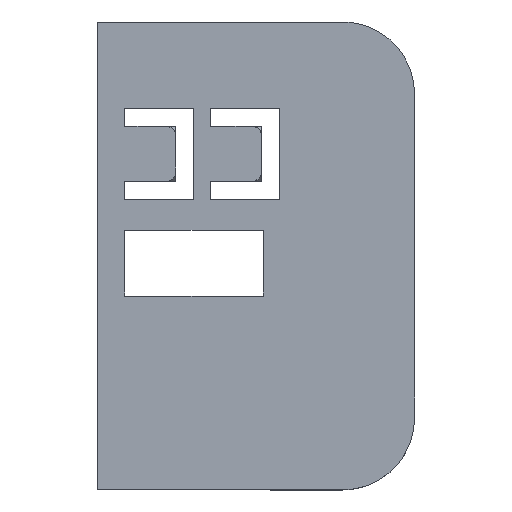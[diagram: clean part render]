
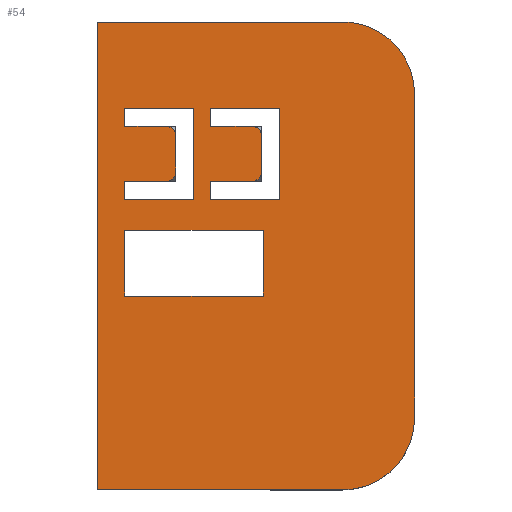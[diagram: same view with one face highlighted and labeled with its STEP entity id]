
A CAD part, top view. The second image highlights one B-rep face of the part: STEP entity #54.
In plain terms, the highlighted planar face has unit normal (0, 0, 1).
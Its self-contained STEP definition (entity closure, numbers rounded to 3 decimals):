
#26=FACE_BOUND('',#258,.F.);
#27=FACE_BOUND('',#259,.F.);
#28=FACE_BOUND('',#260,.F.);
#54=ADVANCED_FACE('',(#26,#27,#28,#156),#928,.T.);
#156=FACE_OUTER_BOUND('',#261,.F.);
#258=EDGE_LOOP('',(#403,#404,#405,#406,#407,#408,#409,#410,#411,#412));
#259=EDGE_LOOP('',(#413,#414,#415,#416,#417,#418,#419,#420,#421,#422));
#260=EDGE_LOOP('',(#423,#424,#425,#426));
#261=EDGE_LOOP('',(#427,#428,#429,#430,#431,#432));
#403=ORIENTED_EDGE('',*,*,#1233,.F.);
#404=ORIENTED_EDGE('',*,*,#1181,.F.);
#405=ORIENTED_EDGE('',*,*,#1183,.F.);
#406=ORIENTED_EDGE('',*,*,#1221,.F.);
#407=ORIENTED_EDGE('',*,*,#1220,.F.);
#408=ORIENTED_EDGE('',*,*,#1218,.F.);
#409=ORIENTED_EDGE('',*,*,#1216,.F.);
#410=ORIENTED_EDGE('',*,*,#1214,.F.);
#411=ORIENTED_EDGE('',*,*,#1153,.F.);
#412=ORIENTED_EDGE('',*,*,#1152,.F.);
#413=ORIENTED_EDGE('',*,*,#1231,.F.);
#414=ORIENTED_EDGE('',*,*,#1195,.F.);
#415=ORIENTED_EDGE('',*,*,#1197,.F.);
#416=ORIENTED_EDGE('',*,*,#1320,.F.);
#417=ORIENTED_EDGE('',*,*,#1228,.F.);
#418=ORIENTED_EDGE('',*,*,#1226,.F.);
#419=ORIENTED_EDGE('',*,*,#1224,.F.);
#420=ORIENTED_EDGE('',*,*,#1321,.F.);
#421=ORIENTED_EDGE('',*,*,#1187,.F.);
#422=ORIENTED_EDGE('',*,*,#1186,.F.);
#423=ORIENTED_EDGE('',*,*,#1240,.F.);
#424=ORIENTED_EDGE('',*,*,#1239,.F.);
#425=ORIENTED_EDGE('',*,*,#1319,.F.);
#426=ORIENTED_EDGE('',*,*,#1236,.F.);
#427=ORIENTED_EDGE('',*,*,#1324,.T.);
#428=ORIENTED_EDGE('',*,*,#1333,.F.);
#429=ORIENTED_EDGE('',*,*,#1335,.F.);
#430=ORIENTED_EDGE('',*,*,#1337,.F.);
#431=ORIENTED_EDGE('',*,*,#1339,.F.);
#432=ORIENTED_EDGE('',*,*,#1340,.T.);
#928=PLANE('',#2092);
#1035=CIRCLE('',#2056,0.5);
#1038=CIRCLE('',#2059,0.5);
#1039=CIRCLE('',#2060,0.5);
#1040=CIRCLE('',#2061,0.5);
#1059=CIRCLE('',#2080,3.94);
#1060=CIRCLE('',#2081,3.94);
#1152=EDGE_CURVE('',#1954,#1955,#1035,.T.);
#1153=EDGE_CURVE('',#1955,#1953,#1425,.T.);
#1181=EDGE_CURVE('',#1930,#1931,#1038,.T.);
#1183=EDGE_CURVE('',#1929,#1930,#1452,.T.);
#1186=EDGE_CURVE('',#1927,#1928,#1039,.T.);
#1187=EDGE_CURVE('',#1928,#1926,#1455,.T.);
#1195=EDGE_CURVE('',#1922,#1923,#1040,.T.);
#1197=EDGE_CURVE('',#1921,#1922,#1464,.T.);
#1214=EDGE_CURVE('',#1953,#1912,#1481,.T.);
#1216=EDGE_CURVE('',#1912,#1911,#1483,.T.);
#1218=EDGE_CURVE('',#1911,#1910,#1485,.T.);
#1220=EDGE_CURVE('',#1910,#1909,#1487,.T.);
#1221=EDGE_CURVE('',#1909,#1929,#1488,.T.);
#1224=EDGE_CURVE('',#1907,#1908,#1491,.T.);
#1226=EDGE_CURVE('',#1908,#1906,#1493,.T.);
#1228=EDGE_CURVE('',#1906,#1905,#1495,.T.);
#1231=EDGE_CURVE('',#1923,#1927,#1498,.T.);
#1233=EDGE_CURVE('',#1931,#1954,#1500,.T.);
#1236=EDGE_CURVE('',#1903,#1904,#1503,.T.);
#1239=EDGE_CURVE('',#1901,#1902,#1506,.T.);
#1240=EDGE_CURVE('',#1902,#1903,#1507,.T.);
#1319=EDGE_CURVE('',#1904,#1901,#1569,.T.);
#1320=EDGE_CURVE('',#1905,#1921,#1570,.T.);
#1321=EDGE_CURVE('',#1926,#1907,#1571,.T.);
#1324=EDGE_CURVE('',#1854,#1853,#1574,.T.);
#1333=EDGE_CURVE('',#1849,#1853,#1582,.T.);
#1335=EDGE_CURVE('',#1848,#1849,#1059,.T.);
#1337=EDGE_CURVE('',#1847,#1848,#1585,.T.);
#1339=EDGE_CURVE('',#1846,#1847,#1060,.T.);
#1340=EDGE_CURVE('',#1846,#1854,#1587,.T.);
#1425=LINE('',#3040,#1670);
#1452=LINE('',#3070,#1697);
#1455=LINE('',#3074,#1700);
#1464=LINE('',#3084,#1709);
#1481=LINE('',#3101,#1726);
#1483=LINE('',#3103,#1728);
#1485=LINE('',#3105,#1730);
#1487=LINE('',#3107,#1732);
#1488=LINE('',#3108,#1733);
#1491=LINE('',#3111,#1736);
#1493=LINE('',#3113,#1738);
#1495=LINE('',#3115,#1740);
#1498=LINE('',#3118,#1743);
#1500=LINE('',#3120,#1745);
#1503=LINE('',#3123,#1748);
#1506=LINE('',#3126,#1751);
#1507=LINE('',#3127,#1752);
#1569=LINE('',#3206,#1814);
#1570=LINE('',#3207,#1815);
#1571=LINE('',#3208,#1816);
#1574=LINE('',#3211,#1819);
#1582=LINE('',#3220,#1827);
#1585=LINE('',#3224,#1830);
#1587=LINE('',#3227,#1832);
#1670=VECTOR('',#2275,2.297);
#1697=VECTOR('',#2308,2.297);
#1700=VECTOR('',#2313,2.297);
#1709=VECTOR('',#2324,2.297);
#1726=VECTOR('',#2341,1.);
#1728=VECTOR('',#2343,3.797);
#1730=VECTOR('',#2345,5.);
#1732=VECTOR('',#2347,3.797);
#1733=VECTOR('',#2348,1.);
#1736=VECTOR('',#2351,3.797);
#1738=VECTOR('',#2353,5.);
#1740=VECTOR('',#2355,3.797);
#1743=VECTOR('',#2358,2.);
#1745=VECTOR('',#2360,2.);
#1748=VECTOR('',#2363,7.6);
#1751=VECTOR('',#2366,7.6);
#1752=VECTOR('',#2367,3.6);
#1814=VECTOR('',#2463,3.6);
#1815=VECTOR('',#2464,1.);
#1816=VECTOR('',#2465,1.);
#1819=VECTOR('',#2468,25.66);
#1827=VECTOR('',#2478,13.46);
#1830=VECTOR('',#2483,17.78);
#1832=VECTOR('',#2487,13.46);
#1846=VERTEX_POINT('',#2715);
#1847=VERTEX_POINT('',#2716);
#1848=VERTEX_POINT('',#2717);
#1849=VERTEX_POINT('',#2718);
#1853=VERTEX_POINT('',#2722);
#1854=VERTEX_POINT('',#2723);
#1901=VERTEX_POINT('',#2770);
#1902=VERTEX_POINT('',#2771);
#1903=VERTEX_POINT('',#2772);
#1904=VERTEX_POINT('',#2773);
#1905=VERTEX_POINT('',#2774);
#1906=VERTEX_POINT('',#2775);
#1907=VERTEX_POINT('',#2776);
#1908=VERTEX_POINT('',#2777);
#1909=VERTEX_POINT('',#2778);
#1910=VERTEX_POINT('',#2779);
#1911=VERTEX_POINT('',#2780);
#1912=VERTEX_POINT('',#2781);
#1921=VERTEX_POINT('',#2790);
#1922=VERTEX_POINT('',#2791);
#1923=VERTEX_POINT('',#2792);
#1926=VERTEX_POINT('',#2795);
#1927=VERTEX_POINT('',#2796);
#1928=VERTEX_POINT('',#2797);
#1929=VERTEX_POINT('',#2798);
#1930=VERTEX_POINT('',#2799);
#1931=VERTEX_POINT('',#2800);
#1953=VERTEX_POINT('',#2822);
#1954=VERTEX_POINT('',#2823);
#1955=VERTEX_POINT('',#2824);
#2056=AXIS2_PLACEMENT_3D('',#3039,#2273,#2274);
#2059=AXIS2_PLACEMENT_3D('',#3068,#2305,#2306);
#2060=AXIS2_PLACEMENT_3D('',#3073,#2311,#2312);
#2061=AXIS2_PLACEMENT_3D('',#3082,#2321,#2322);
#2080=AXIS2_PLACEMENT_3D('',#3222,#2480,#2481);
#2081=AXIS2_PLACEMENT_3D('',#3226,#2485,#2486);
#2092=AXIS2_PLACEMENT_3D('',#3247,#2517,#2518);
#2273=DIRECTION('',(0.,0.,1.));
#2274=DIRECTION('',(1.,0.,0.));
#2275=DIRECTION('',(-1.,0.,0.));
#2305=DIRECTION('',(0.,0.,1.));
#2306=DIRECTION('',(0.,-1.,0.));
#2308=DIRECTION('',(1.,0.,0.));
#2311=DIRECTION('',(0.,0.,1.));
#2312=DIRECTION('',(1.,0.,0.));
#2313=DIRECTION('',(-1.,0.,0.));
#2321=DIRECTION('',(0.,0.,1.));
#2322=DIRECTION('',(0.,-1.,0.));
#2324=DIRECTION('',(1.,0.,0.));
#2341=DIRECTION('',(0.,1.,0.));
#2343=DIRECTION('',(1.,0.,0.));
#2345=DIRECTION('',(0.,-1.,0.));
#2347=DIRECTION('',(-1.,0.,0.));
#2348=DIRECTION('',(0.,1.,0.));
#2351=DIRECTION('',(1.,0.,0.));
#2353=DIRECTION('',(0.,-1.,0.));
#2355=DIRECTION('',(-1.,0.,0.));
#2358=DIRECTION('',(0.,1.,0.));
#2360=DIRECTION('',(0.,1.,0.));
#2363=DIRECTION('',(-1.,0.,0.));
#2366=DIRECTION('',(1.,0.,0.));
#2367=DIRECTION('',(0.,-1.,0.));
#2463=DIRECTION('',(0.,1.,0.));
#2464=DIRECTION('',(0.,1.,0.));
#2465=DIRECTION('',(0.,1.,0.));
#2468=DIRECTION('',(0.,1.,0.));
#2478=DIRECTION('',(-1.,0.,0.));
#2480=DIRECTION('',(0.,0.,1.));
#2481=DIRECTION('',(1.,0.,0.));
#2483=DIRECTION('',(0.,1.,0.));
#2485=DIRECTION('',(0.,0.,1.));
#2486=DIRECTION('',(0.,-1.,0.));
#2487=DIRECTION('',(-1.,0.,0.));
#2517=DIRECTION('',(0.,0.,1.));
#2518=DIRECTION('',(1.,0.,0.));
#2715=CARTESIAN_POINT('',(22.86,-12.83,6.7));
#2716=CARTESIAN_POINT('',(26.8,-8.89,6.7));
#2717=CARTESIAN_POINT('',(26.8,8.89,6.7));
#2718=CARTESIAN_POINT('',(22.86,12.83,6.7));
#2722=CARTESIAN_POINT('',(9.4,12.83,6.7));
#2723=CARTESIAN_POINT('',(9.4,-12.83,6.7));
#2770=CARTESIAN_POINT('',(10.9,1.4,6.7));
#2771=CARTESIAN_POINT('',(18.5,1.4,6.7));
#2772=CARTESIAN_POINT('',(18.5,-2.2,6.7));
#2773=CARTESIAN_POINT('',(10.9,-2.2,6.7));
#2774=CARTESIAN_POINT('',(10.9,3.1,6.7));
#2775=CARTESIAN_POINT('',(14.697,3.1,6.7));
#2776=CARTESIAN_POINT('',(10.9,8.1,6.7));
#2777=CARTESIAN_POINT('',(14.697,8.1,6.7));
#2778=CARTESIAN_POINT('',(15.603,3.1,6.7));
#2779=CARTESIAN_POINT('',(19.4,3.1,6.7));
#2780=CARTESIAN_POINT('',(19.4,8.1,6.7));
#2781=CARTESIAN_POINT('',(15.603,8.1,6.7));
#2790=CARTESIAN_POINT('',(10.9,4.1,6.7));
#2791=CARTESIAN_POINT('',(13.197,4.1,6.7));
#2792=CARTESIAN_POINT('',(13.697,4.6,6.7));
#2795=CARTESIAN_POINT('',(10.9,7.1,6.7));
#2796=CARTESIAN_POINT('',(13.697,6.6,6.7));
#2797=CARTESIAN_POINT('',(13.197,7.1,6.7));
#2798=CARTESIAN_POINT('',(15.603,4.1,6.7));
#2799=CARTESIAN_POINT('',(17.9,4.1,6.7));
#2800=CARTESIAN_POINT('',(18.4,4.6,6.7));
#2822=CARTESIAN_POINT('',(15.603,7.1,6.7));
#2823=CARTESIAN_POINT('',(18.4,6.6,6.7));
#2824=CARTESIAN_POINT('',(17.9,7.1,6.7));
#3039=CARTESIAN_POINT('',(17.9,6.6,6.7));
#3040=CARTESIAN_POINT('',(17.9,7.1,6.7));
#3068=CARTESIAN_POINT('',(17.9,4.6,6.7));
#3070=CARTESIAN_POINT('',(15.603,4.1,6.7));
#3073=CARTESIAN_POINT('',(13.197,6.6,6.7));
#3074=CARTESIAN_POINT('',(13.197,7.1,6.7));
#3082=CARTESIAN_POINT('',(13.197,4.6,6.7));
#3084=CARTESIAN_POINT('',(10.9,4.1,6.7));
#3101=CARTESIAN_POINT('',(15.603,7.1,6.7));
#3103=CARTESIAN_POINT('',(15.603,8.1,6.7));
#3105=CARTESIAN_POINT('',(19.4,8.1,6.7));
#3107=CARTESIAN_POINT('',(19.4,3.1,6.7));
#3108=CARTESIAN_POINT('',(15.603,3.1,6.7));
#3111=CARTESIAN_POINT('',(10.9,8.1,6.7));
#3113=CARTESIAN_POINT('',(14.697,8.1,6.7));
#3115=CARTESIAN_POINT('',(14.697,3.1,6.7));
#3118=CARTESIAN_POINT('',(13.697,4.6,6.7));
#3120=CARTESIAN_POINT('',(18.4,4.6,6.7));
#3123=CARTESIAN_POINT('',(18.5,-2.2,6.7));
#3126=CARTESIAN_POINT('',(10.9,1.4,6.7));
#3127=CARTESIAN_POINT('',(18.5,1.4,6.7));
#3206=CARTESIAN_POINT('',(10.9,-2.2,6.7));
#3207=CARTESIAN_POINT('',(10.9,3.1,6.7));
#3208=CARTESIAN_POINT('',(10.9,7.1,6.7));
#3211=CARTESIAN_POINT('',(9.4,-12.83,6.7));
#3220=CARTESIAN_POINT('',(22.86,12.83,6.7));
#3222=CARTESIAN_POINT('',(22.86,8.89,6.7));
#3224=CARTESIAN_POINT('',(26.8,-8.89,6.7));
#3226=CARTESIAN_POINT('',(22.86,-8.89,6.7));
#3227=CARTESIAN_POINT('',(22.86,-12.83,6.7));
#3247=CARTESIAN_POINT('',(8.117,-14.113,6.7));
